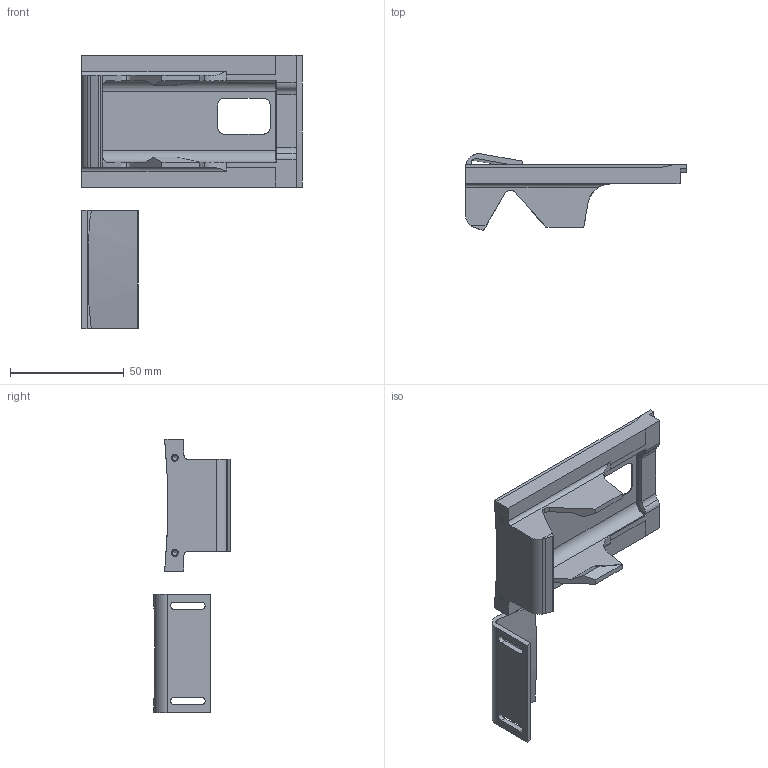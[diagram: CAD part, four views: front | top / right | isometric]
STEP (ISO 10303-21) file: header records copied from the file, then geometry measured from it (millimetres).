
FILE_DESCRIPTION(/* description */ (''),/* implementation_level */ '2;1');
FILE_NAME(/* name */ 'Snap-in holder (Inner fender for BMW M2) V2 v12.step',/* time_stamp */ '2020-07-28T17:49:55+02:00',/* author */ (''),/* organization */ (''),/* preprocessor_version */ 'ST-DEVELOPER v18.1',/* originating_system */ 'Autodesk Translation Framework v9.3.0.1241',/* authorisation */ '');
FILE_SCHEMA (('AUTOMOTIVE_DESIGN { 1 0 10303 214 3 1 1 }'));
Length unit declared in the file: millimetre
Products named in the file (1): Snap-in holder (Inner fender for BMW M2) V2
Bounding box: 97 x 33.63 x 119.9 mm (x, y, z)
Volume: 35373.9 mm3; surface area: 24696.7 mm2
Topology: 2 solids, 2 shells, 306 faces, 876 edges, 575 vertices
Faces by surface type: cylinder 200, plane 76, bspline 18, cone 12
Full cylindrical faces by diameter (mm): 2.529 x40, 3.086 x22
Entity records: 19571 total; most frequent: CARTESIAN_POINT 12254, ORIENTED_EDGE 1748, DIRECTION 1180, EDGE_CURVE 874, VERTEX_POINT 575, LINE 410, VECTOR 410, AXIS2_PLACEMENT_3D 385
